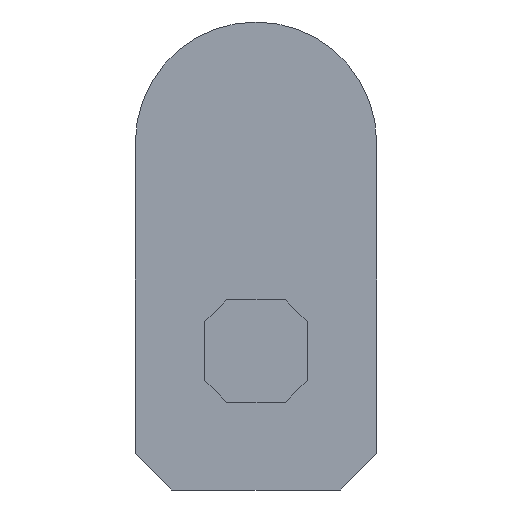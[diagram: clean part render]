
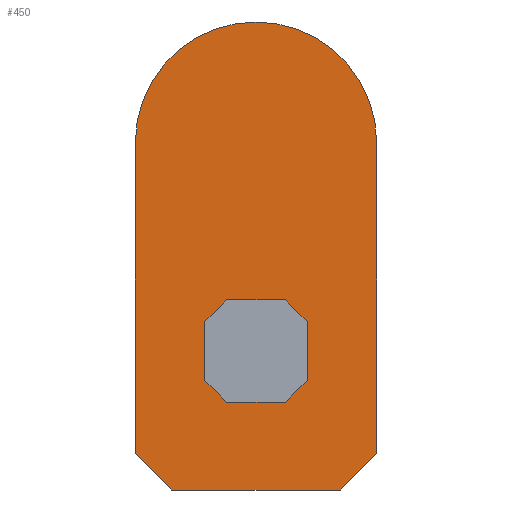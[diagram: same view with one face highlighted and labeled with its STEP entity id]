
A CAD part, front view. The second image highlights one B-rep face of the part: STEP entity #450.
In plain terms, the highlighted planar face has unit normal (0, -1, 0).
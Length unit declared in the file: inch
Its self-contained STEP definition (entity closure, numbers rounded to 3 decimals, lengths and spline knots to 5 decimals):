
#20 = CARTESIAN_POINT ( 'NONE',  ( 4.00677, 0.03218, 1.04518 ) ) ;
#22 = ORIENTED_EDGE ( 'NONE', *, *, #52, .T. ) ;
#34 = ORIENTED_EDGE ( 'NONE', *, *, #124, .F. ) ;
#48 = CARTESIAN_POINT ( 'NONE',  ( 2.18177, 0.03218, 0.74518 ) ) ;
#51 = VERTEX_POINT ( 'NONE', #329 ) ;
#52 = EDGE_CURVE ( 'NONE', #367, #115, #540, .T. ) ;
#57 = CARTESIAN_POINT ( 'NONE',  ( 2.73177, 0.03218, 1.44518 ) ) ;
#71 = DIRECTION ( 'NONE',  ( 1., 0., 0. ) ) ;
#75 = ORIENTED_EDGE ( 'NONE', *, *, #106, .F. ) ;
#77 = LINE ( 'NONE', #57, #724 ) ;
#83 = CARTESIAN_POINT ( 'NONE',  ( 3.10677, 0.03218, 0.14518 ) ) ;
#105 = CARTESIAN_POINT ( 'NONE',  ( 2.18177, 0.03218, 1.44518 ) ) ;
#106 = EDGE_CURVE ( 'NONE', #161, #51, #906, .T. ) ;
#115 = VERTEX_POINT ( 'NONE', #126 ) ;
#116 = CARTESIAN_POINT ( 'NONE',  ( 2.33177, 0.03218, 0.74518 ) ) ;
#124 = EDGE_CURVE ( 'NONE', #811, #883, #626, .T. ) ;
#126 = CARTESIAN_POINT ( 'NONE',  ( 1.70677, 0.03218, 2.52018 ) ) ;
#141 = VERTEX_POINT ( 'NONE', #720 ) ;
#145 = ORIENTED_EDGE ( 'NONE', *, *, #223, .T. ) ;
#159 = LINE ( 'NONE', #277, #785 ) ;
#160 = CARTESIAN_POINT ( 'NONE',  ( 2.53177, 0.03218, 2.52018 ) ) ;
#161 = VERTEX_POINT ( 'NONE', #791 ) ;
#168 = LINE ( 'NONE', #105, #742 ) ;
#182 = DIRECTION ( 'NONE',  ( 0., -1., 0. ) ) ;
#183 = VECTOR ( 'NONE', #471, 39.37008 ) ;
#184 = CARTESIAN_POINT ( 'NONE',  ( 2.88177, 0.03218, 1.29518 ) ) ;
#188 = ORIENTED_EDGE ( 'NONE', *, *, #622, .T. ) ;
#215 = EDGE_CURVE ( 'NONE', #115, #449, #536, .T. ) ;
#221 = CARTESIAN_POINT ( 'NONE',  ( 3.35677, 0.03218, 2.52018 ) ) ;
#223 = EDGE_CURVE ( 'NONE', #674, #641, #77, .T. ) ;
#229 = EDGE_LOOP ( 'NONE', ( #422, #520, #188, #22, #327, #648 ) ) ;
#240 = VECTOR ( 'NONE', #880, 39.37008 ) ;
#241 = DIRECTION ( 'NONE',  ( -0.707, 0., -0.707 ) ) ;
#277 = CARTESIAN_POINT ( 'NONE',  ( 2.88177, 0.03218, 1.44518 ) ) ;
#295 = CARTESIAN_POINT ( 'NONE',  ( 1.95677, 0.03218, 0.14518 ) ) ;
#297 = EDGE_LOOP ( 'NONE', ( #75, #360, #673, #145, #940, #531, #34, #396 ) ) ;
#300 = LINE ( 'NONE', #397, #477 ) ;
#311 = FACE_OUTER_BOUND ( 'NONE', #229, .T. ) ;
#321 = EDGE_CURVE ( 'NONE', #811, #51, #835, .T. ) ;
#327 = ORIENTED_EDGE ( 'NONE', *, *, #215, .T. ) ;
#329 = CARTESIAN_POINT ( 'NONE',  ( 2.18177, 0.03218, 0.89518 ) ) ;
#330 = VERTEX_POINT ( 'NONE', #295 ) ;
#339 = CARTESIAN_POINT ( 'NONE',  ( 1.70677, 0.03218, 2.52018 ) ) ;
#360 = ORIENTED_EDGE ( 'NONE', *, *, #570, .T. ) ;
#363 = EDGE_CURVE ( 'NONE', #449, #330, #440, .T. ) ;
#367 = VERTEX_POINT ( 'NONE', #221 ) ;
#389 = VERTEX_POINT ( 'NONE', #889 ) ;
#395 = DIRECTION ( 'NONE',  ( 0., 0., 1. ) ) ;
#396 = ORIENTED_EDGE ( 'NONE', *, *, #321, .T. ) ;
#397 = CARTESIAN_POINT ( 'NONE',  ( 2.88177, 0.03218, 0.89518 ) ) ;
#401 = VERTEX_POINT ( 'NONE', #83 ) ;
#402 = CARTESIAN_POINT ( 'NONE',  ( 2.88177, 0.03218, 0.89518 ) ) ;
#422 = ORIENTED_EDGE ( 'NONE', *, *, #831, .T. ) ;
#426 = DIRECTION ( 'NONE',  ( 0., 0., -1. ) ) ;
#440 = LINE ( 'NONE', #573, #240 ) ;
#449 = VERTEX_POINT ( 'NONE', #591 ) ;
#450 = ADVANCED_FACE ( 'NONE', ( #311, #659 ), #749, .T. ) ;
#460 = DIRECTION ( 'NONE',  ( 0., 0., -1. ) ) ;
#471 = DIRECTION ( 'NONE',  ( 0.707, 0., 0.707 ) ) ;
#474 = VECTOR ( 'NONE', #566, 39.37008 ) ;
#477 = VECTOR ( 'NONE', #241, 39.37008 ) ;
#483 = DIRECTION ( 'NONE',  ( 0., 0., -1. ) ) ;
#485 = LINE ( 'NONE', #760, #183 ) ;
#487 = EDGE_CURVE ( 'NONE', #401, #141, #793, .T. ) ;
#497 = LINE ( 'NONE', #712, #873 ) ;
#500 = CARTESIAN_POINT ( 'NONE',  ( 2.88177, 0.03218, 0.74518 ) ) ;
#518 = DIRECTION ( 'NONE',  ( 0., -1., 0. ) ) ;
#520 = ORIENTED_EDGE ( 'NONE', *, *, #487, .T. ) ;
#531 = ORIENTED_EDGE ( 'NONE', *, *, #613, .T. ) ;
#536 = LINE ( 'NONE', #339, #913 ) ;
#540 = CIRCLE ( 'NONE', #677, 0.825 ) ;
#564 = EDGE_CURVE ( 'NONE', #674, #389, #168, .T. ) ;
#566 = DIRECTION ( 'NONE',  ( 1., 0., 0. ) ) ;
#567 = VECTOR ( 'NONE', #395, 39.37008 ) ;
#570 = EDGE_CURVE ( 'NONE', #161, #389, #485, .T. ) ;
#571 = VECTOR ( 'NONE', #642, 39.37008 ) ;
#573 = CARTESIAN_POINT ( 'NONE',  ( 1.05677, 0.03218, 1.04518 ) ) ;
#591 = CARTESIAN_POINT ( 'NONE',  ( 1.70677, 0.03218, 0.39518 ) ) ;
#611 = CARTESIAN_POINT ( 'NONE',  ( 2.53177, 0.03218, 2.52018 ) ) ;
#613 = EDGE_CURVE ( 'NONE', #823, #883, #300, .T. ) ;
#622 = EDGE_CURVE ( 'NONE', #141, #367, #706, .T. ) ;
#626 = LINE ( 'NONE', #500, #474 ) ;
#628 = VECTOR ( 'NONE', #730, 39.37008 ) ;
#641 = VERTEX_POINT ( 'NONE', #184 ) ;
#642 = DIRECTION ( 'NONE',  ( 0., 0., -1. ) ) ;
#647 = DIRECTION ( 'NONE',  ( 0., 0., 1. ) ) ;
#648 = ORIENTED_EDGE ( 'NONE', *, *, #363, .T. ) ;
#658 = CARTESIAN_POINT ( 'NONE',  ( 2.33177, 0.03218, 0.74518 ) ) ;
#659 = FACE_BOUND ( 'NONE', #297, .T. ) ;
#667 = DIRECTION ( 'NONE',  ( 0.707, 0., 0.707 ) ) ;
#673 = ORIENTED_EDGE ( 'NONE', *, *, #564, .F. ) ;
#674 = VERTEX_POINT ( 'NONE', #686 ) ;
#677 = AXIS2_PLACEMENT_3D ( 'NONE', #611, #182, #483 ) ;
#681 = DIRECTION ( 'NONE',  ( -1., 0., 0. ) ) ;
#686 = CARTESIAN_POINT ( 'NONE',  ( 2.73177, 0.03218, 1.44518 ) ) ;
#696 = AXIS2_PLACEMENT_3D ( 'NONE', #160, #518, #460 ) ;
#706 = LINE ( 'NONE', #917, #567 ) ;
#712 = CARTESIAN_POINT ( 'NONE',  ( 1.70677, 0.03218, 0.14518 ) ) ;
#720 = CARTESIAN_POINT ( 'NONE',  ( 3.35677, 0.03218, 0.39518 ) ) ;
#724 = VECTOR ( 'NONE', #944, 39.37008 ) ;
#730 = DIRECTION ( 'NONE',  ( -0.707, 0., 0.707 ) ) ;
#742 = VECTOR ( 'NONE', #681, 39.37008 ) ;
#749 = PLANE ( 'NONE',  #696 ) ;
#760 = CARTESIAN_POINT ( 'NONE',  ( 2.18177, 0.03218, 1.29518 ) ) ;
#785 = VECTOR ( 'NONE', #647, 39.37008 ) ;
#791 = CARTESIAN_POINT ( 'NONE',  ( 2.18177, 0.03218, 1.29518 ) ) ;
#793 = LINE ( 'NONE', #20, #912 ) ;
#811 = VERTEX_POINT ( 'NONE', #116 ) ;
#823 = VERTEX_POINT ( 'NONE', #402 ) ;
#831 = EDGE_CURVE ( 'NONE', #330, #401, #497, .T. ) ;
#835 = LINE ( 'NONE', #658, #628 ) ;
#872 = CARTESIAN_POINT ( 'NONE',  ( 2.73177, 0.03218, 0.74518 ) ) ;
#873 = VECTOR ( 'NONE', #71, 39.37008 ) ;
#880 = DIRECTION ( 'NONE',  ( 0.707, 0., -0.707 ) ) ;
#883 = VERTEX_POINT ( 'NONE', #872 ) ;
#889 = CARTESIAN_POINT ( 'NONE',  ( 2.33177, 0.03218, 1.44518 ) ) ;
#890 = EDGE_CURVE ( 'NONE', #823, #641, #159, .T. ) ;
#906 = LINE ( 'NONE', #48, #571 ) ;
#912 = VECTOR ( 'NONE', #667, 39.37008 ) ;
#913 = VECTOR ( 'NONE', #426, 39.37008 ) ;
#917 = CARTESIAN_POINT ( 'NONE',  ( 3.35677, 0.03218, 0.14518 ) ) ;
#940 = ORIENTED_EDGE ( 'NONE', *, *, #890, .F. ) ;
#944 = DIRECTION ( 'NONE',  ( 0.707, 0., -0.707 ) ) ;
